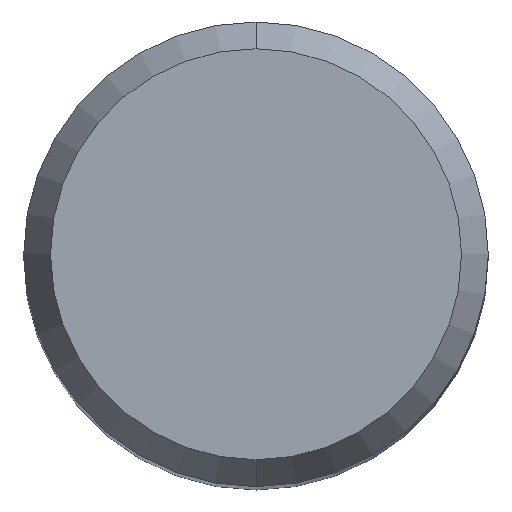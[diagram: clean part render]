
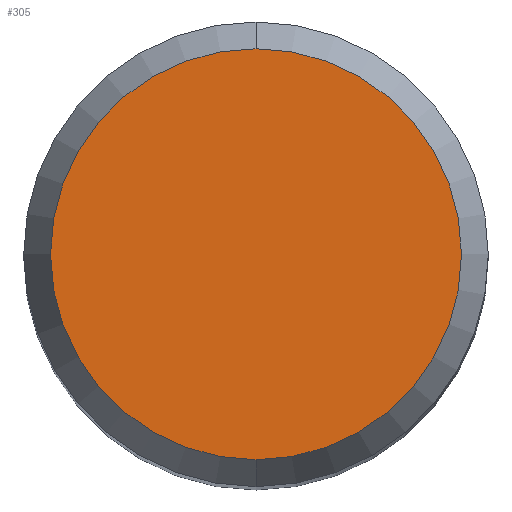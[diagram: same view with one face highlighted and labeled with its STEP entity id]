
A CAD part, top view. The second image highlights one B-rep face of the part: STEP entity #305.
In plain terms, the highlighted planar face has unit normal (0, 0, 1).
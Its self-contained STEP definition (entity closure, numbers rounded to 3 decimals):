
#253=EDGE_CURVE('',#405,#319,#555,.T.);
#305=ADVANCED_FACE('',(#615),#616,.T.);
#319=VERTEX_POINT('',#630);
#357=EDGE_CURVE('',#319,#405,#671,.T.);
#405=VERTEX_POINT('',#720);
#555=CIRCLE('',#962,3.538);
#615=FACE_OUTER_BOUND('',#1069,.T.);
#616=PLANE('',#1070);
#630=CARTESIAN_POINT('',(0.0,3.538,0.0));
#671=CIRCLE('',#1197,3.538);
#720=CARTESIAN_POINT('',(0.,-3.538,0.0));
#962=AXIS2_PLACEMENT_3D('',#1527,#1528,#1529);
#1069=EDGE_LOOP('',(#1614,#1615));
#1070=AXIS2_PLACEMENT_3D('',#1616,#1617,#1618);
#1197=AXIS2_PLACEMENT_3D('',#1660,#1661,#1662);
#1527=CARTESIAN_POINT('',(0.0,0.0,0.0));
#1528=DIRECTION('',(0.0,0.0,-1.0));
#1529=DIRECTION('',(0.0,1.0,0.0));
#1614=ORIENTED_EDGE('',*,*,#357,.F.);
#1615=ORIENTED_EDGE('',*,*,#253,.F.);
#1616=CARTESIAN_POINT('',(0.0,1.769,0.0));
#1617=DIRECTION('',(-0.0,0.0,1.0));
#1618=DIRECTION('',(0.0,-1.0,0.0));
#1660=CARTESIAN_POINT('',(0.0,0.0,0.0));
#1661=DIRECTION('',(0.0,0.0,-1.0));
#1662=DIRECTION('',(0.0,1.0,0.0));
